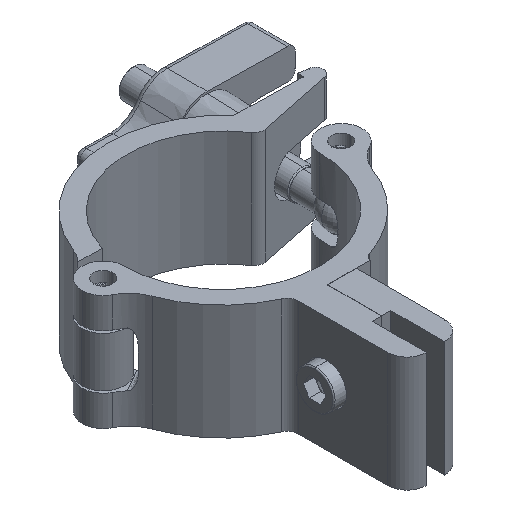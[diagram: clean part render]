
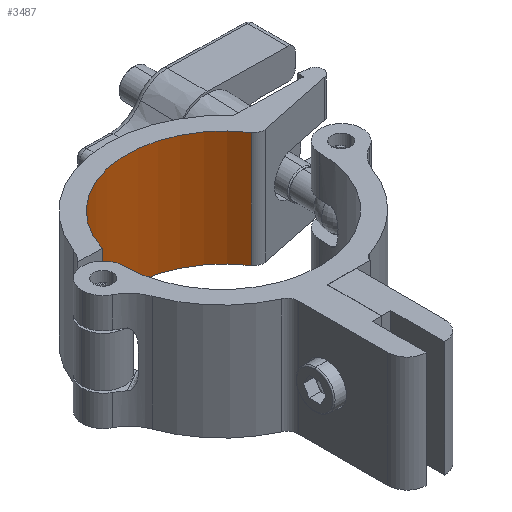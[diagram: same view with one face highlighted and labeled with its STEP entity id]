
A CAD part, isometric view. The second image highlights one B-rep face of the part: STEP entity #3487.
In plain terms, the highlighted cylindrical face has radius 25.4 mm (diameter 50.8 mm), a partial arc.
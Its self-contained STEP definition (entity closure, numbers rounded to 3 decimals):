
#163 = ORIENTED_EDGE ( 'NONE', *, *, #6575, .T. ) ;
#200 = DIRECTION ( 'NONE',  ( 0., 0., -1. ) ) ;
#573 = DIRECTION ( 'NONE',  ( 1., 0., 0. ) ) ;
#583 = DIRECTION ( 'NONE',  ( 0., 0., -1. ) ) ;
#584 = CARTESIAN_POINT ( 'NONE',  ( 6.504, 7., -14.95 ) ) ;
#598 = EDGE_CURVE ( 'NONE', #6125, #5361, #8954, .T. ) ;
#643 = CARTESIAN_POINT ( 'NONE',  ( 6.504, 7., -6.45 ) ) ;
#698 = VERTEX_POINT ( 'NONE', #4478 ) ;
#856 = DIRECTION ( 'NONE',  ( 0., 0., -1. ) ) ;
#1051 = EDGE_CURVE ( 'NONE', #8719, #6766, #1986, .T. ) ;
#1065 = VECTOR ( 'NONE', #583, 1000. ) ;
#1081 = CARTESIAN_POINT ( 'NONE',  ( 51.731, 14.562, -14.95 ) ) ;
#1120 = CARTESIAN_POINT ( 'NONE',  ( 30.92, 0., -14.95 ) ) ;
#1188 = EDGE_CURVE ( 'NONE', #8719, #6125, #4333, .T. ) ;
#1358 = DIRECTION ( 'NONE',  ( 0., 0., -1. ) ) ;
#1589 = DIRECTION ( 'NONE',  ( -1., 0., 0. ) ) ;
#1671 = CARTESIAN_POINT ( 'NONE',  ( 5.52, 0., 6.45 ) ) ;
#1707 = CARTESIAN_POINT ( 'NONE',  ( 51.731, 14.562, 14.95 ) ) ;
#1725 = CARTESIAN_POINT ( 'NONE',  ( 30.92, 0., 14.95 ) ) ;
#1918 = DIRECTION ( 'NONE',  ( 0., 0., -1. ) ) ;
#1986 = CIRCLE ( 'NONE', #5432, 25.4 ) ;
#2285 = CIRCLE ( 'NONE', #7740, 25.4 ) ;
#2361 = CARTESIAN_POINT ( 'NONE',  ( 6.504, 7., 6.45 ) ) ;
#2621 = ORIENTED_EDGE ( 'NONE', *, *, #9258, .F. ) ;
#2720 = CIRCLE ( 'NONE', #5351, 25.4 ) ;
#3112 = DIRECTION ( 'NONE',  ( 0., 0., 1. ) ) ;
#3239 = CYLINDRICAL_SURFACE ( 'NONE', #9323, 25.4 ) ;
#3390 = VECTOR ( 'NONE', #8962, 1000. ) ;
#3487 = ADVANCED_FACE ( 'NONE', ( #8072 ), #3239, .F. ) ;
#3531 = ORIENTED_EDGE ( 'NONE', *, *, #1051, .F. ) ;
#3737 = ORIENTED_EDGE ( 'NONE', *, *, #8107, .F. ) ;
#3877 = EDGE_CURVE ( 'NONE', #4862, #7117, #2285, .T. ) ;
#4012 = ORIENTED_EDGE ( 'NONE', *, *, #1188, .T. ) ;
#4229 = EDGE_LOOP ( 'NONE', ( #3531, #4012, #8852, #3737, #4389, #2621, #6669, #163 ) ) ;
#4314 = CARTESIAN_POINT ( 'NONE',  ( 30.92, 0., 6.45 ) ) ;
#4323 = CARTESIAN_POINT ( 'NONE',  ( 5.52, 0., 14.95 ) ) ;
#4333 = LINE ( 'NONE', #643, #3390 ) ;
#4359 = CARTESIAN_POINT ( 'NONE',  ( 6.504, 7., 14.95 ) ) ;
#4389 = ORIENTED_EDGE ( 'NONE', *, *, #3877, .F. ) ;
#4478 = CARTESIAN_POINT ( 'NONE',  ( 6.504, 7., 6.45 ) ) ;
#4735 = DIRECTION ( 'NONE',  ( 0., 0., -1. ) ) ;
#4802 = AXIS2_PLACEMENT_3D ( 'NONE', #1120, #1918, #7103 ) ;
#4825 = VECTOR ( 'NONE', #200, 1000. ) ;
#4862 = VERTEX_POINT ( 'NONE', #4359 ) ;
#5166 = DIRECTION ( 'NONE',  ( -1., 0., 0. ) ) ;
#5351 = AXIS2_PLACEMENT_3D ( 'NONE', #4314, #1358, #573 ) ;
#5361 = VERTEX_POINT ( 'NONE', #1081 ) ;
#5432 = AXIS2_PLACEMENT_3D ( 'NONE', #5613, #6642, #5166 ) ;
#5613 = CARTESIAN_POINT ( 'NONE',  ( 30.92, 0., -6.45 ) ) ;
#6125 = VERTEX_POINT ( 'NONE', #584 ) ;
#6440 = LINE ( 'NONE', #2361, #9302 ) ;
#6575 = EDGE_CURVE ( 'NONE', #8157, #6766, #7791, .T. ) ;
#6642 = DIRECTION ( 'NONE',  ( 0., 0., 1. ) ) ;
#6669 = ORIENTED_EDGE ( 'NONE', *, *, #7077, .F. ) ;
#6766 = VERTEX_POINT ( 'NONE', #8346 ) ;
#6826 = LINE ( 'NONE', #1707, #4825 ) ;
#6865 = DIRECTION ( 'NONE',  ( 1., 0., 0. ) ) ;
#6877 = CARTESIAN_POINT ( 'NONE',  ( 6.504, 7., -6.45 ) ) ;
#7077 = EDGE_CURVE ( 'NONE', #8157, #698, #2720, .T. ) ;
#7103 = DIRECTION ( 'NONE',  ( 1., 0., 0. ) ) ;
#7117 = VERTEX_POINT ( 'NONE', #8901 ) ;
#7740 = AXIS2_PLACEMENT_3D ( 'NONE', #9057, #856, #6865 ) ;
#7791 = LINE ( 'NONE', #4323, #1065 ) ;
#8072 = FACE_OUTER_BOUND ( 'NONE', #4229, .T. ) ;
#8107 = EDGE_CURVE ( 'NONE', #7117, #5361, #6826, .T. ) ;
#8157 = VERTEX_POINT ( 'NONE', #1671 ) ;
#8346 = CARTESIAN_POINT ( 'NONE',  ( 5.52, 0., -6.45 ) ) ;
#8719 = VERTEX_POINT ( 'NONE', #6877 ) ;
#8852 = ORIENTED_EDGE ( 'NONE', *, *, #598, .T. ) ;
#8901 = CARTESIAN_POINT ( 'NONE',  ( 51.731, 14.562, 14.95 ) ) ;
#8954 = CIRCLE ( 'NONE', #4802, 25.4 ) ;
#8962 = DIRECTION ( 'NONE',  ( 0., 0., -1. ) ) ;
#9057 = CARTESIAN_POINT ( 'NONE',  ( 30.92, 0., 14.95 ) ) ;
#9258 = EDGE_CURVE ( 'NONE', #698, #4862, #6440, .T. ) ;
#9302 = VECTOR ( 'NONE', #3112, 1000. ) ;
#9323 = AXIS2_PLACEMENT_3D ( 'NONE', #1725, #4735, #1589 ) ;
